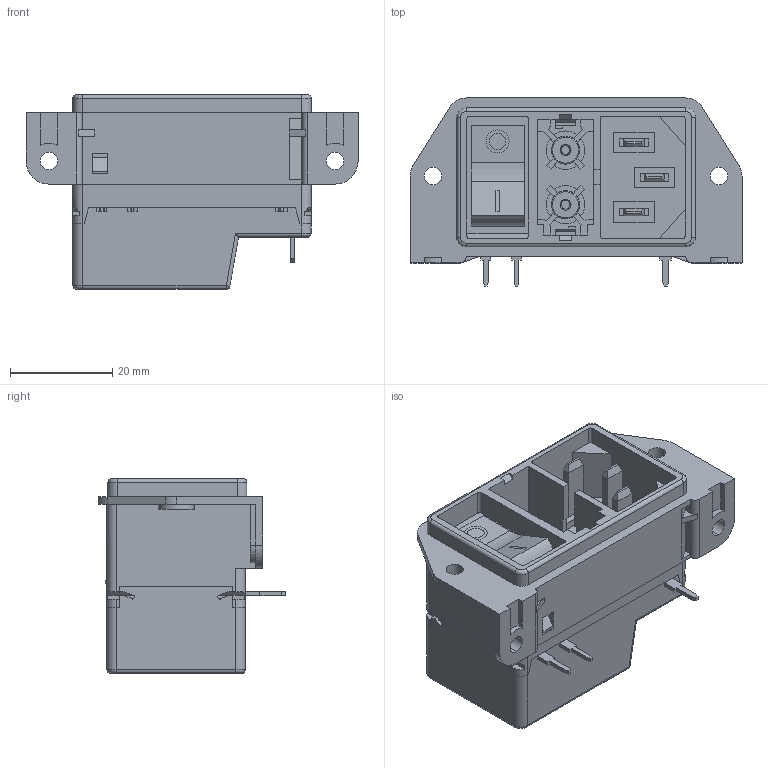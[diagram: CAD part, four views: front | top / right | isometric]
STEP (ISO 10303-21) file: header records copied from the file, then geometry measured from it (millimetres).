
FILE_DESCRIPTION (( 'STEP AP214' ), '1' );
FILE_NAME ('DD21.0121.1111.STEP', '2020-08-21T00:21:23', ( '' ), ( '' ), 'SwSTEP 2.0', 'SolidWorks 2017', '' );
FILE_SCHEMA (( 'AUTOMOTIVE_DESIGN' ));
Length unit declared in the file: millimetre
Products named in the file (1): DD21.0121.1111
Bounding box: 65 x 36.8 x 38.1 mm (x, y, z)
Volume: 37135.1 mm3; surface area: 16606.8 mm2
Topology: 14 solids, 14 shells, 561 faces, 1476 edges, 964 vertices
Faces by surface type: plane 417, cylinder 126, torus 16, sphere 2
Entity records: 21896 total; most frequent: CARTESIAN_POINT 3036, ORIENTED_EDGE 2948, DIRECTION 2880, EDGE_CURVE 1474, VECTOR 1168, LINE 1168, VERTEX_POINT 964, AXIS2_PLACEMENT_3D 856
